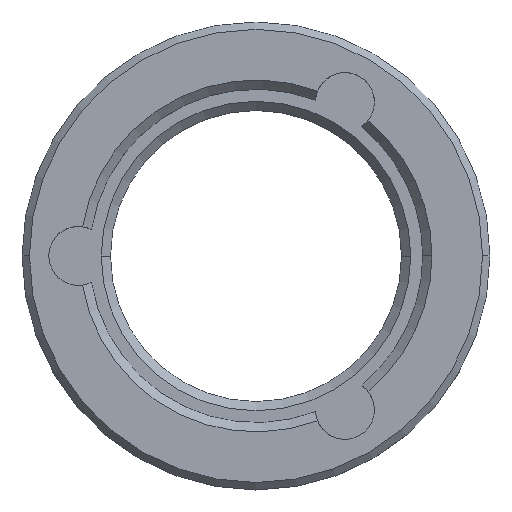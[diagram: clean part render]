
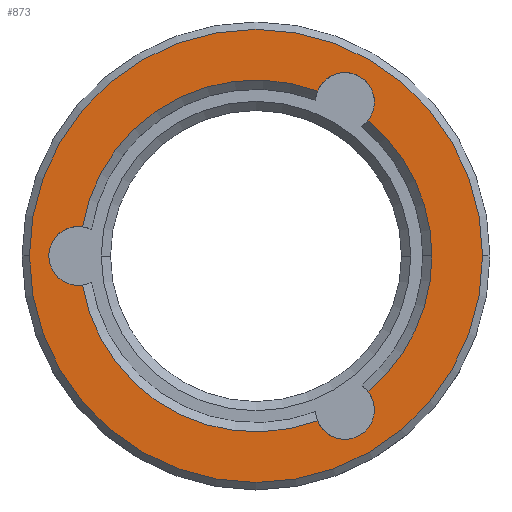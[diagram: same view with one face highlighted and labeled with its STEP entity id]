
A CAD part, top view. The second image highlights one B-rep face of the part: STEP entity #873.
In plain terms, the highlighted planar face has unit normal (0, 0, 1).
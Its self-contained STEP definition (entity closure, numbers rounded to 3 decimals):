
#5 = CIRCLE ( 'NONE', #522, 0.8 ) ;
#13 = VERTEX_POINT ( 'NONE', #448 ) ;
#14 = AXIS2_PLACEMENT_3D ( 'NONE', #631, #621, #826 ) ;
#15 = CIRCLE ( 'NONE', #471, 4.775 ) ;
#24 = ORIENTED_EDGE ( 'NONE', *, *, #762, .T. ) ;
#27 = DIRECTION ( 'NONE',  ( 1., 0., 0. ) ) ;
#31 = CARTESIAN_POINT ( 'NONE',  ( -4.825, 0., 2.2 ) ) ;
#35 = VERTEX_POINT ( 'NONE', #676 ) ;
#75 = CIRCLE ( 'NONE', #103, 0.8 ) ;
#76 = CARTESIAN_POINT ( 'NONE',  ( 2.413, -4.179, 2.2 ) ) ;
#79 = EDGE_CURVE ( 'NONE', #35, #815, #5, .T. ) ;
#85 = DIRECTION ( 'NONE',  ( 0., 0., 1. ) ) ;
#93 = ORIENTED_EDGE ( 'NONE', *, *, #322, .F. ) ;
#102 = EDGE_CURVE ( 'NONE', #574, #143, #365, .T. ) ;
#103 = AXIS2_PLACEMENT_3D ( 'NONE', #305, #645, #862 ) ;
#115 = DIRECTION ( 'NONE',  ( 1., 0., 0. ) ) ;
#133 = CIRCLE ( 'NONE', #486, 0.8 ) ;
#143 = VERTEX_POINT ( 'NONE', #205 ) ;
#148 = CIRCLE ( 'NONE', #668, 0.8 ) ;
#150 = AXIS2_PLACEMENT_3D ( 'NONE', #31, #303, #27 ) ;
#157 = EDGE_CURVE ( 'NONE', #251, #799, #455, .T. ) ;
#159 = VERTEX_POINT ( 'NONE', #476 ) ;
#167 = CIRCLE ( 'NONE', #150, 0.8 ) ;
#179 = CARTESIAN_POINT ( 'NONE',  ( 3.04, 3.682, 2.2 ) ) ;
#186 = EDGE_LOOP ( 'NONE', ( #661, #24, #740, #93, #791, #771, #359, #849, #460 ) ) ;
#205 = CARTESIAN_POINT ( 'NONE',  ( -6.15, 0., 2.2 ) ) ;
#215 = DIRECTION ( 'NONE',  ( 0., 0., -1. ) ) ;
#219 = VERTEX_POINT ( 'NONE', #649 ) ;
#220 = CARTESIAN_POINT ( 'NONE',  ( 2.412, 4.179, 2.2 ) ) ;
#230 = CARTESIAN_POINT ( 'NONE',  ( 4.775, 0., 2.2 ) ) ;
#233 = CARTESIAN_POINT ( 'NONE',  ( 0., 0., 2.2 ) ) ;
#251 = VERTEX_POINT ( 'NONE', #230 ) ;
#256 = EDGE_CURVE ( 'NONE', #143, #574, #559, .T. ) ;
#258 = DIRECTION ( 'NONE',  ( -0.5, 0.866, 0. ) ) ;
#278 = EDGE_CURVE ( 'NONE', #431, #35, #148, .T. ) ;
#281 = CARTESIAN_POINT ( 'NONE',  ( 2.412, 4.179, 2.2 ) ) ;
#285 = CARTESIAN_POINT ( 'NONE',  ( 0., 0., 2.2 ) ) ;
#303 = DIRECTION ( 'NONE',  ( 0., 0., 1. ) ) ;
#305 = CARTESIAN_POINT ( 'NONE',  ( 2.413, -4.179, 2.2 ) ) ;
#307 = EDGE_LOOP ( 'NONE', ( #370, #375 ) ) ;
#315 = CARTESIAN_POINT ( 'NONE',  ( 0., 0., 2.2 ) ) ;
#317 = DIRECTION ( 'NONE',  ( 0., 0., -1. ) ) ;
#322 = EDGE_CURVE ( 'NONE', #13, #799, #75, .T. ) ;
#325 = PLANE ( 'NONE',  #670 ) ;
#341 = CARTESIAN_POINT ( 'NONE',  ( 6.15, 0., 2.2 ) ) ;
#355 = DIRECTION ( 'NONE',  ( 0., 0., 1. ) ) ;
#359 = ORIENTED_EDGE ( 'NONE', *, *, #854, .F. ) ;
#365 = CIRCLE ( 'NONE', #871, 6.15 ) ;
#370 = ORIENTED_EDGE ( 'NONE', *, *, #256, .T. ) ;
#374 = CIRCLE ( 'NONE', #440, 4.775 ) ;
#375 = ORIENTED_EDGE ( 'NONE', *, *, #102, .T. ) ;
#384 = DIRECTION ( 'NONE',  ( 0., 0., 1. ) ) ;
#399 = FACE_OUTER_BOUND ( 'NONE', #307, .T. ) ;
#416 = AXIS2_PLACEMENT_3D ( 'NONE', #878, #317, #680 ) ;
#424 = AXIS2_PLACEMENT_3D ( 'NONE', #285, #792, #844 ) ;
#431 = VERTEX_POINT ( 'NONE', #179 ) ;
#433 = CARTESIAN_POINT ( 'NONE',  ( -4.709, 0.792, 2.2 ) ) ;
#440 = AXIS2_PLACEMENT_3D ( 'NONE', #773, #215, #509 ) ;
#448 = CARTESIAN_POINT ( 'NONE',  ( 3.213, -4.179, 2.2 ) ) ;
#449 = EDGE_CURVE ( 'NONE', #738, #815, #812, .T. ) ;
#455 = CIRCLE ( 'NONE', #14, 4.775 ) ;
#460 = ORIENTED_EDGE ( 'NONE', *, *, #79, .F. ) ;
#471 = AXIS2_PLACEMENT_3D ( 'NONE', #233, #782, #713 ) ;
#476 = CARTESIAN_POINT ( 'NONE',  ( 1.669, -4.474, 2.2 ) ) ;
#486 = AXIS2_PLACEMENT_3D ( 'NONE', #76, #881, #258 ) ;
#509 = DIRECTION ( 'NONE',  ( 1., 0., 0. ) ) ;
#522 = AXIS2_PLACEMENT_3D ( 'NONE', #281, #636, #554 ) ;
#551 = CARTESIAN_POINT ( 'NONE',  ( 0., 0., 2.2 ) ) ;
#554 = DIRECTION ( 'NONE',  ( -0.5, -0.866, 0. ) ) ;
#559 = CIRCLE ( 'NONE', #424, 6.15 ) ;
#563 = DIRECTION ( 'NONE',  ( 1., 0., 0. ) ) ;
#574 = VERTEX_POINT ( 'NONE', #341 ) ;
#585 = DIRECTION ( 'NONE',  ( -0.5, -0.866, 0. ) ) ;
#621 = DIRECTION ( 'NONE',  ( 0., 0., -1. ) ) ;
#631 = CARTESIAN_POINT ( 'NONE',  ( 0., 0., 2.2 ) ) ;
#636 = DIRECTION ( 'NONE',  ( 0., 0., 1. ) ) ;
#645 = DIRECTION ( 'NONE',  ( 0., 0., 1. ) ) ;
#649 = CARTESIAN_POINT ( 'NONE',  ( -4.709, -0.792, 2.2 ) ) ;
#661 = ORIENTED_EDGE ( 'NONE', *, *, #278, .F. ) ;
#668 = AXIS2_PLACEMENT_3D ( 'NONE', #220, #85, #585 ) ;
#670 = AXIS2_PLACEMENT_3D ( 'NONE', #315, #384, #115 ) ;
#672 = EDGE_CURVE ( 'NONE', #159, #219, #374, .T. ) ;
#676 = CARTESIAN_POINT ( 'NONE',  ( 3.212, 4.179, 2.2 ) ) ;
#680 = DIRECTION ( 'NONE',  ( 1., 0., 0. ) ) ;
#708 = CARTESIAN_POINT ( 'NONE',  ( 3.04, -3.682, 2.2 ) ) ;
#713 = DIRECTION ( 'NONE',  ( 1., 0., 0. ) ) ;
#738 = VERTEX_POINT ( 'NONE', #433 ) ;
#740 = ORIENTED_EDGE ( 'NONE', *, *, #157, .T. ) ;
#762 = EDGE_CURVE ( 'NONE', #431, #251, #15, .T. ) ;
#771 = ORIENTED_EDGE ( 'NONE', *, *, #672, .T. ) ;
#773 = CARTESIAN_POINT ( 'NONE',  ( 0., 0., 2.2 ) ) ;
#782 = DIRECTION ( 'NONE',  ( 0., 0., -1. ) ) ;
#791 = ORIENTED_EDGE ( 'NONE', *, *, #813, .F. ) ;
#792 = DIRECTION ( 'NONE',  ( 0., 0., 1. ) ) ;
#794 = CARTESIAN_POINT ( 'NONE',  ( 1.669, 4.474, 2.2 ) ) ;
#799 = VERTEX_POINT ( 'NONE', #708 ) ;
#800 = FACE_BOUND ( 'NONE', #186, .T. ) ;
#812 = CIRCLE ( 'NONE', #416, 4.775 ) ;
#813 = EDGE_CURVE ( 'NONE', #159, #13, #133, .T. ) ;
#815 = VERTEX_POINT ( 'NONE', #794 ) ;
#826 = DIRECTION ( 'NONE',  ( 1., 0., 0. ) ) ;
#844 = DIRECTION ( 'NONE',  ( 1., 0., 0. ) ) ;
#849 = ORIENTED_EDGE ( 'NONE', *, *, #449, .T. ) ;
#854 = EDGE_CURVE ( 'NONE', #738, #219, #167, .T. ) ;
#862 = DIRECTION ( 'NONE',  ( -0.5, 0.866, 0. ) ) ;
#871 = AXIS2_PLACEMENT_3D ( 'NONE', #551, #355, #563 ) ;
#873 = ADVANCED_FACE ( 'NONE', ( #800, #399 ), #325, .T. ) ;
#878 = CARTESIAN_POINT ( 'NONE',  ( 0., 0., 2.2 ) ) ;
#881 = DIRECTION ( 'NONE',  ( 0., 0., 1. ) ) ;
